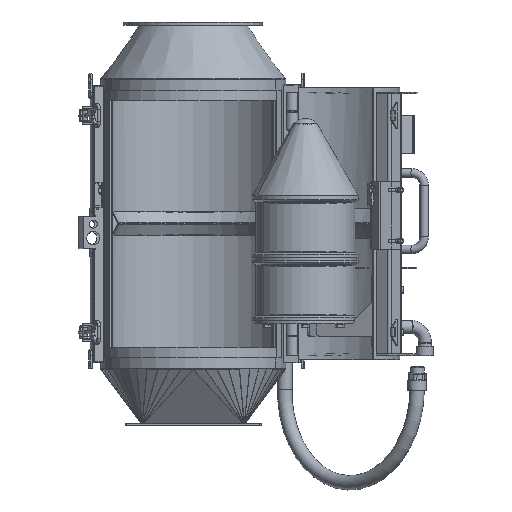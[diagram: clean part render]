
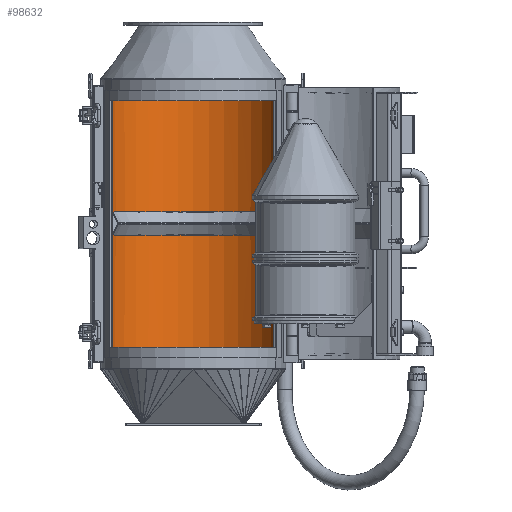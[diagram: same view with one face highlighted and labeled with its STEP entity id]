
A CAD part, front view. The second image highlights one B-rep face of the part: STEP entity #98632.
In plain terms, the highlighted cylindrical face has radius 214.5 mm (diameter 429 mm), a partial arc.
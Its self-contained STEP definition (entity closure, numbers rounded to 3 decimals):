
#308=ELLIPSE($,#104224,222.065,214.5);
#309=ELLIPSE($,#104227,222.065,214.5);
#310=ELLIPSE($,#104232,222.065,214.5);
#311=ELLIPSE($,#104233,222.065,214.5);
#11333=LINE($,#188661,#19863);
#11341=LINE($,#188682,#19871);
#11380=LINE($,#188780,#19910);
#11390=LINE($,#188802,#19920);
#11393=LINE($,#188810,#19923);
#11394=LINE($,#188813,#19924);
#11395=LINE($,#188817,#19925);
#11396=LINE($,#188820,#19926);
#19863=VECTOR($,#122410,680.);
#19871=VECTOR($,#122428,680.);
#19910=VECTOR($,#122519,0.056);
#19920=VECTOR($,#122539,52.081);
#19923=VECTOR($,#122552,0.056);
#19924=VECTOR($,#122555,0.056);
#19925=VECTOR($,#122558,52.081);
#19926=VECTOR($,#122561,0.056);
#24916=CYLINDRICAL_SURFACE($,#104231,214.5);
#26015=FACE_BOUND($,#36940,.T.);
#26016=FACE_BOUND($,#36941,.T.);
#36940=EDGE_LOOP($,(#84591,#84592,#84593,#84594,#84595,#84596,#84597,#84598,
#84599,#84600,#84601,#84602));
#36941=EDGE_LOOP($,(#84603,#84604,#84605,#84606));
#39284=CIRCLE($,#104191,214.5);
#39287=CIRCLE($,#104196,214.5);
#39295=CIRCLE($,#104209,214.5);
#39298=CIRCLE($,#104218,214.5);
#47443=VERTEX_POINT($,#188659);
#47444=VERTEX_POINT($,#188660);
#47450=VERTEX_POINT($,#188674);
#47452=VERTEX_POINT($,#188681);
#47471=VERTEX_POINT($,#188732);
#47472=VERTEX_POINT($,#188734);
#47483=VERTEX_POINT($,#188769);
#47484=VERTEX_POINT($,#188771);
#47485=VERTEX_POINT($,#188778);
#47490=VERTEX_POINT($,#188795);
#47491=VERTEX_POINT($,#188796);
#47492=VERTEX_POINT($,#188801);
#47493=VERTEX_POINT($,#188812);
#47494=VERTEX_POINT($,#188814);
#47495=VERTEX_POINT($,#188816);
#47496=VERTEX_POINT($,#188818);
#60010=EDGE_CURVE($,#47443,#47444,#11333,.T.);
#60017=EDGE_CURVE($,#47450,#47443,#39284,.T.);
#60021=EDGE_CURVE($,#47452,#47450,#11341,.T.);
#60027=EDGE_CURVE($,#47444,#47452,#39287,.T.);
#60049=EDGE_CURVE($,#47472,#47471,#39295,.T.);
#60068=EDGE_CURVE($,#47484,#47483,#39298,.T.);
#60072=EDGE_CURVE($,#47484,#47485,#11380,.T.);
#60080=EDGE_CURVE($,#47490,#47491,#308,.T.);
#60083=EDGE_CURVE($,#47492,#47490,#11390,.T.);
#60085=EDGE_CURVE($,#47485,#47492,#309,.T.);
#60087=EDGE_CURVE($,#47491,#47471,#11393,.T.);
#60088=EDGE_CURVE($,#47493,#47472,#11394,.T.);
#60089=EDGE_CURVE($,#47493,#47494,#310,.T.);
#60090=EDGE_CURVE($,#47494,#47495,#11395,.T.);
#60091=EDGE_CURVE($,#47495,#47496,#311,.T.);
#60092=EDGE_CURVE($,#47483,#47496,#11396,.T.);
#84591=ORIENTED_EDGE($,*,*,#60088,.F.);
#84592=ORIENTED_EDGE($,*,*,#60089,.T.);
#84593=ORIENTED_EDGE($,*,*,#60090,.T.);
#84594=ORIENTED_EDGE($,*,*,#60091,.T.);
#84595=ORIENTED_EDGE($,*,*,#60092,.F.);
#84596=ORIENTED_EDGE($,*,*,#60068,.F.);
#84597=ORIENTED_EDGE($,*,*,#60072,.T.);
#84598=ORIENTED_EDGE($,*,*,#60085,.T.);
#84599=ORIENTED_EDGE($,*,*,#60083,.T.);
#84600=ORIENTED_EDGE($,*,*,#60080,.T.);
#84601=ORIENTED_EDGE($,*,*,#60087,.T.);
#84602=ORIENTED_EDGE($,*,*,#60049,.F.);
#84603=ORIENTED_EDGE($,*,*,#60027,.F.);
#84604=ORIENTED_EDGE($,*,*,#60010,.F.);
#84605=ORIENTED_EDGE($,*,*,#60017,.F.);
#84606=ORIENTED_EDGE($,*,*,#60021,.F.);
#98632=ADVANCED_FACE($,(#26015,#26016),#24916,.F.);
#104191=AXIS2_PLACEMENT_3D($,#188675,#122419,#122420);
#104196=AXIS2_PLACEMENT_3D($,#188693,#122436,#122437);
#104209=AXIS2_PLACEMENT_3D($,#188736,#122476,#122477);
#104218=AXIS2_PLACEMENT_3D($,#188773,#122510,#122511);
#104224=AXIS2_PLACEMENT_3D($,#188797,#122533,#122534);
#104227=AXIS2_PLACEMENT_3D($,#188805,#122543,#122544);
#104231=AXIS2_PLACEMENT_3D($,#188811,#122553,#122554);
#104232=AXIS2_PLACEMENT_3D($,#188815,#122556,#122557);
#104233=AXIS2_PLACEMENT_3D($,#188819,#122559,#122560);
#122410=DIRECTION($,(0.,0.,1.));
#122419=DIRECTION('center_axis',(0.,0.,1.));
#122420=DIRECTION('ref_axis',(0.885,-0.465,0.));
#122428=DIRECTION($,(0.,0.,-1.));
#122436=DIRECTION('center_axis',(0.,0.,-1.));
#122437=DIRECTION('ref_axis',(-0.885,-0.465,0.));
#122476=DIRECTION('center_axis',(0.,0.,1.));
#122477=DIRECTION('ref_axis',(-0.885,-0.465,0.));
#122510=DIRECTION('center_axis',(0.,0.,-1.));
#122511=DIRECTION('ref_axis',(-0.885,-0.465,0.));
#122519=DIRECTION($,(0.,0.,-1.));
#122533=DIRECTION('center_axis',(0.231,0.116,-0.966));
#122534=DIRECTION('ref_axis',(-0.863,-0.435,-0.259));
#122539=DIRECTION($,(0.,0.,1.));
#122543=DIRECTION('center_axis',(0.231,0.116,0.966));
#122544=DIRECTION('ref_axis',(-0.863,-0.435,0.259));
#122552=DIRECTION($,(0.,0.,-1.));
#122553=DIRECTION('center_axis',(0.,0.,1.));
#122554=DIRECTION('ref_axis',(-0.885,-0.465,0.));
#122555=DIRECTION($,(0.,0.,-1.));
#122556=DIRECTION('center_axis',(-0.231,0.116,-0.966));
#122557=DIRECTION('ref_axis',(-0.863,0.435,0.259));
#122558=DIRECTION($,(0.,0.,-1.));
#122559=DIRECTION('center_axis',(-0.231,0.116,0.966));
#122560=DIRECTION('ref_axis',(-0.863,0.435,-0.259));
#122561=DIRECTION($,(0.,0.,-1.));
#188659=CARTESIAN_POINT('',(-189.845,-99.846,0.));
#188660=CARTESIAN_POINT('',(-189.845,-99.846,680.));
#188661=CARTESIAN_POINT($,(-189.845,-99.846,0.));
#188674=CARTESIAN_POINT('',(189.845,-99.846,0.));
#188675=CARTESIAN_POINT('Origin',(0.,0.,0.));
#188681=CARTESIAN_POINT('',(189.845,-99.846,680.));
#188682=CARTESIAN_POINT($,(189.845,-99.846,680.));
#188693=CARTESIAN_POINT('Origin',(0.,0.,680.));
#188732=CARTESIAN_POINT('',(-191.544,-96.546,366.981));
#188734=CARTESIAN_POINT('',(191.544,-96.546,366.981));
#188736=CARTESIAN_POINT('Origin',(0.,0.,366.981));
#188769=CARTESIAN_POINT('',(191.544,-96.546,315.019));
#188771=CARTESIAN_POINT('',(-191.544,-96.546,315.019));
#188773=CARTESIAN_POINT('Origin',(0.,0.,315.019));
#188778=CARTESIAN_POINT('',(-191.544,-96.546,314.963));
#188780=CARTESIAN_POINT($,(-191.544,-96.546,680.));
#188795=CARTESIAN_POINT('',(-190.406,-98.772,367.041));
#188796=CARTESIAN_POINT('',(-191.544,-96.546,367.037));
#188797=CARTESIAN_POINT('Origin',(0.,0.,424.504));
#188801=CARTESIAN_POINT('',(-190.406,-98.772,314.959));
#188802=CARTESIAN_POINT($,(-190.406,-98.772,680.));
#188805=CARTESIAN_POINT('Origin',(0.,0.,257.496));
#188810=CARTESIAN_POINT($,(-191.544,-96.546,680.));
#188811=CARTESIAN_POINT('Origin',(0.,0.,680.));
#188812=CARTESIAN_POINT('',(191.544,-96.546,367.037));
#188813=CARTESIAN_POINT($,(191.544,-96.546,680.));
#188814=CARTESIAN_POINT('',(190.406,-98.772,367.041));
#188815=CARTESIAN_POINT('Origin',(0.,0.,424.504));
#188816=CARTESIAN_POINT('',(190.406,-98.772,314.959));
#188817=CARTESIAN_POINT($,(190.406,-98.772,680.));
#188818=CARTESIAN_POINT('',(191.544,-96.546,314.963));
#188819=CARTESIAN_POINT('Origin',(0.,0.,257.496));
#188820=CARTESIAN_POINT($,(191.544,-96.546,680.));
